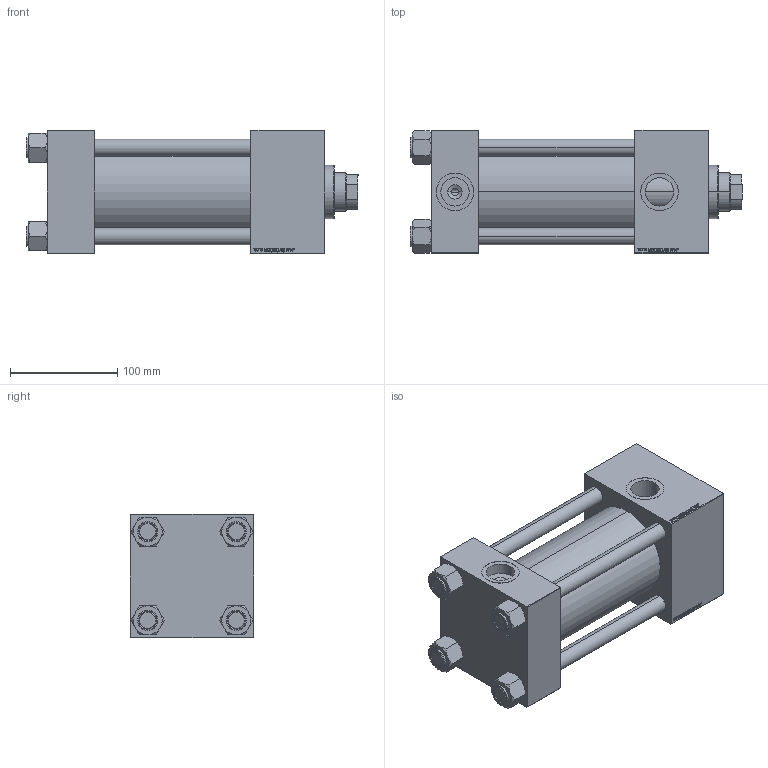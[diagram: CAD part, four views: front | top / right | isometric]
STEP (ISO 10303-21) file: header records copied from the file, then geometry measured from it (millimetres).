
FILE_DESCRIPTION (( 'STEP AP203' ), '1' );
FILE_NAME ('a2bc.STEP', '2022-04-29T08:12:54', ( '' ), ( '' ), 'SwSTEP 2.0', 'SolidWorks 2019', '' );
FILE_SCHEMA (( 'CONFIG_CONTROL_DESIGN' ));
Length unit declared in the file: millimetre
Products named in the file (6): V215CD_C_TYCINKA ea8b0a2ac75bf67efbf825b0c4208ca1; V215CD_Body_C ea8b0a2ac75bf67efbf825b0c4208ca1; V215CD_VC_C ea8b0a2ac75bf67efbf825b0c4208ca1; V215CD_VCP_C ea8b0a2ac75bf67efbf825b0c4208ca1; a2bc; NUT_M5_V215CD_C ea8b0a2ac75bf67efbf825b0c4208ca1
Assembly tree (11 placements, depth 2):
  a2bc
    V215CD_Body_C ea8b0a2ac75bf67efbf825b0c4208ca1
    V215CD_VC_C ea8b0a2ac75bf67efbf825b0c4208ca1
    V215CD_VCP_C ea8b0a2ac75bf67efbf825b0c4208ca1
    V215CD_C_TYCINKA ea8b0a2ac75bf67efbf825b0c4208ca1  x4
    NUT_M5_V215CD_C ea8b0a2ac75bf67efbf825b0c4208ca1  x4
Bounding box: 310 x 115 x 115 mm (x, y, z)
Volume: 1994735.3 mm3; surface area: 335364.7 mm2
Topology: 11 solids, 11 shells, 1202 faces, 3038 edges, 1977 vertices
Faces by surface type: plane 576, bspline 392, cone 136, cylinder 90, torus 8
Entity records: 50830 total; most frequent: CARTESIAN_POINT 27246, ORIENTED_EDGE 5340, DIRECTION 3408, EDGE_CURVE 2670, VERTEX_POINT 1755, LINE 1618, VECTOR 1618, EDGE_LOOP 1177
